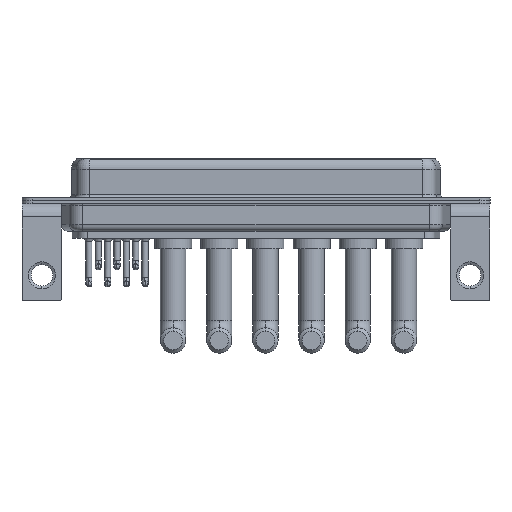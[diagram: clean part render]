
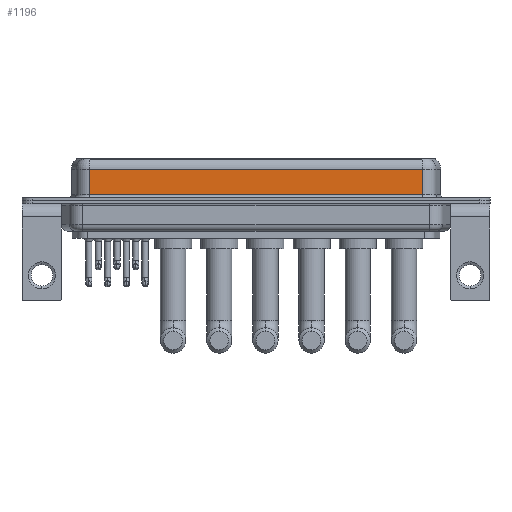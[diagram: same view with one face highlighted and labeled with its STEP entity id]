
A CAD part, front view. The second image highlights one B-rep face of the part: STEP entity #1196.
In plain terms, the highlighted planar face has unit normal (0, -1, 0).
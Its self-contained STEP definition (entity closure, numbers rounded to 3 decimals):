
#605 = ORIENTED_EDGE ( 'NONE', *, *, #12678, .T. ) ;
#1100 = EDGE_CURVE ( 'NONE', #14287, #15398, #19190, .T. ) ;
#1196 = ADVANCED_FACE ( 'NONE', ( #3252 ), #8886, .F. ) ;
#1780 = VERTEX_POINT ( 'NONE', #1958 ) ;
#1915 = DIRECTION ( 'NONE',  ( -1., 0., 0. ) ) ;
#1958 = CARTESIAN_POINT ( 'NONE',  ( 7.038, -3.95, 4.65 ) ) ;
#3193 = VECTOR ( 'NONE', #5497, 1000. ) ;
#3252 = FACE_OUTER_BOUND ( 'NONE', #11956, .T. ) ;
#3502 = CARTESIAN_POINT ( 'NONE',  ( 56.462, -3.95, 0.9 ) ) ;
#4195 = CARTESIAN_POINT ( 'NONE',  ( 7.038, -3.95, 0.9 ) ) ;
#4676 = LINE ( 'NONE', #3502, #12697 ) ;
#5295 = CARTESIAN_POINT ( 'NONE',  ( 56.462, -3.95, 4.65 ) ) ;
#5497 = DIRECTION ( 'NONE',  ( 0., 0., -1. ) ) ;
#6586 = DIRECTION ( 'NONE',  ( 0., 0., -1. ) ) ;
#7511 = DIRECTION ( 'NONE',  ( 0., 1., 0. ) ) ;
#7765 = DIRECTION ( 'NONE',  ( 1., 0., 0. ) ) ;
#7841 = ORIENTED_EDGE ( 'NONE', *, *, #15400, .T. ) ;
#8046 = CARTESIAN_POINT ( 'NONE',  ( 56.462, -3.95, 0.9 ) ) ;
#8443 = AXIS2_PLACEMENT_3D ( 'NONE', #9076, #7511, #14786 ) ;
#8640 = ORIENTED_EDGE ( 'NONE', *, *, #1100, .F. ) ;
#8886 = PLANE ( 'NONE',  #8443 ) ;
#9076 = CARTESIAN_POINT ( 'NONE',  ( 56.462, -3.95, 6.4 ) ) ;
#10977 = LINE ( 'NONE', #15492, #14656 ) ;
#11956 = EDGE_LOOP ( 'NONE', ( #8640, #15710, #7841, #605 ) ) ;
#12205 = LINE ( 'NONE', #15197, #12489 ) ;
#12489 = VECTOR ( 'NONE', #1915, 1000. ) ;
#12678 = EDGE_CURVE ( 'NONE', #19183, #15398, #4676, .T. ) ;
#12697 = VECTOR ( 'NONE', #7765, 1000. ) ;
#14287 = VERTEX_POINT ( 'NONE', #5295 ) ;
#14656 = VECTOR ( 'NONE', #6586, 1000. ) ;
#14786 = DIRECTION ( 'NONE',  ( 0., 0., 1. ) ) ;
#15197 = CARTESIAN_POINT ( 'NONE',  ( 56.462, -3.95, 4.65 ) ) ;
#15398 = VERTEX_POINT ( 'NONE', #8046 ) ;
#15400 = EDGE_CURVE ( 'NONE', #1780, #19183, #10977, .T. ) ;
#15492 = CARTESIAN_POINT ( 'NONE',  ( 7.038, -3.95, 6.4 ) ) ;
#15710 = ORIENTED_EDGE ( 'NONE', *, *, #15756, .T. ) ;
#15756 = EDGE_CURVE ( 'NONE', #14287, #1780, #12205, .T. ) ;
#18795 = CARTESIAN_POINT ( 'NONE',  ( 56.462, -3.95, 6.4 ) ) ;
#19183 = VERTEX_POINT ( 'NONE', #4195 ) ;
#19190 = LINE ( 'NONE', #18795, #3193 ) ;
